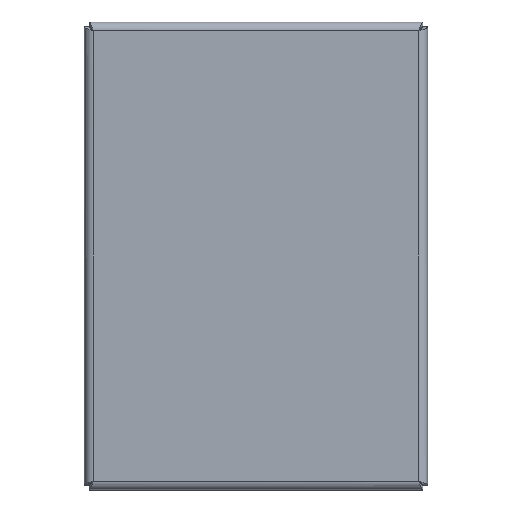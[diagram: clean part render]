
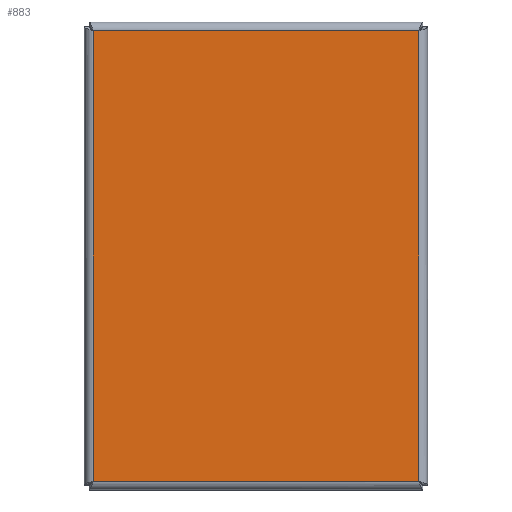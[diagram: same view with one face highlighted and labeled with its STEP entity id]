
A CAD part, front view. The second image highlights one B-rep face of the part: STEP entity #883.
In plain terms, the highlighted planar face has unit normal (0, -1, 0).
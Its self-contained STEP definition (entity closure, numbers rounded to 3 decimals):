
#80=FACE_OUTER_BOUND('',#130,.T.);
#130=EDGE_LOOP('',(#700,#701,#702,#703));
#219=LINE('',#1547,#301);
#229=LINE('',#1618,#311);
#236=LINE('',#1684,#318);
#239=LINE('',#1743,#321);
#301=VECTOR('',#1020,10.);
#311=VECTOR('',#1038,10.);
#318=VECTOR('',#1051,10.);
#321=VECTOR('',#1058,10.);
#395=VERTEX_POINT('',#1538);
#396=VERTEX_POINT('',#1546);
#399=VERTEX_POINT('',#1617);
#401=VERTEX_POINT('',#1683);
#482=EDGE_CURVE('',#396,#395,#219,.T.);
#494=EDGE_CURVE('',#399,#396,#229,.T.);
#503=EDGE_CURVE('',#401,#399,#236,.T.);
#508=EDGE_CURVE('',#395,#401,#239,.T.);
#700=ORIENTED_EDGE('',*,*,#482,.T.);
#701=ORIENTED_EDGE('',*,*,#508,.T.);
#702=ORIENTED_EDGE('',*,*,#503,.T.);
#703=ORIENTED_EDGE('',*,*,#494,.T.);
#784=PLANE('',#933);
#883=ADVANCED_FACE('',(#80),#784,.T.);
#933=AXIS2_PLACEMENT_3D('',#1792,#1061,#1062);
#1020=DIRECTION('',(0.,0.,-1.));
#1038=DIRECTION('',(-1.,0.,0.));
#1051=DIRECTION('',(0.,0.,1.));
#1058=DIRECTION('',(1.,0.,0.));
#1061=DIRECTION('center_axis',(0.,-1.,0.));
#1062=DIRECTION('ref_axis',(0.,0.,
-1.));
#1538=CARTESIAN_POINT('',(-73.,-37.,-101.));
#1546=CARTESIAN_POINT('',(-73.,-37.,101.));
#1547=CARTESIAN_POINT('',(-73.,-37.,50.5));
#1617=CARTESIAN_POINT('',(73.,-37.,101.));
#1618=CARTESIAN_POINT('',(36.5,-37.,101.));
#1683=CARTESIAN_POINT('',(73.,-37.,-101.));
#1684=CARTESIAN_POINT('',(73.,-37.,-50.5));
#1743=CARTESIAN_POINT('',(-36.5,-37.,-101.));
#1792=CARTESIAN_POINT('Origin',(0.,-37.,
0.));
